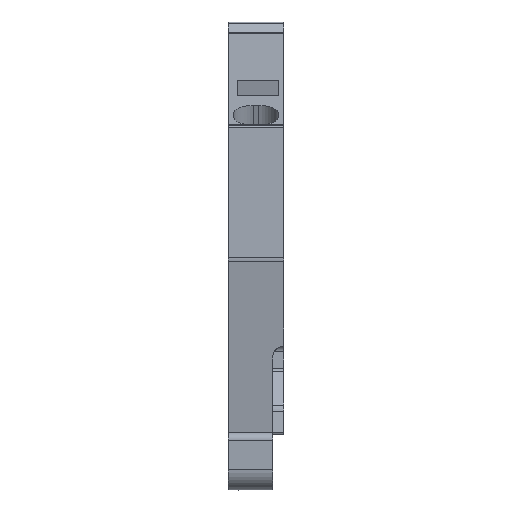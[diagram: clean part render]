
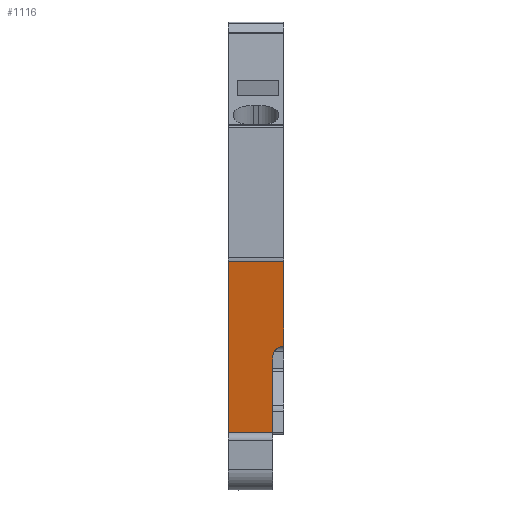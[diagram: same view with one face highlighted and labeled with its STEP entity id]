
A CAD part, front view. The second image highlights one B-rep face of the part: STEP entity #1116.
In plain terms, the highlighted planar face has unit normal (0, -0.986, -0.168).
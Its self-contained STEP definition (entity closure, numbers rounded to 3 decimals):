
#1072=AXIS2_PLACEMENT_3D('Plane Axis2P3D',#1069,#1070,#1071) ;
#41=CARTESIAN_POINT('Vertex',(5.1,1.362,13.292)) ;
#47=CARTESIAN_POINT('Control Point',(5.1,1.362,13.292)) ;
#48=CARTESIAN_POINT('Control Point',(4.704,1.362,13.292)) ;
#49=CARTESIAN_POINT('Control Point',(4.305,1.398,13.078)) ;
#50=CARTESIAN_POINT('Control Point',(4.1,1.466,12.682)) ;
#51=CARTESIAN_POINT('Control Point',(4.1,1.532,12.292)) ;
#52=CARTESIAN_POINT('Vertex',(4.1,1.532,12.292)) ;
#486=CARTESIAN_POINT('Vertex',(5.1,0.027,21.128)) ;
#489=CARTESIAN_POINT('Line Origine',(5.1,0.694,17.21)) ;
#1069=CARTESIAN_POINT('Axis2P3D Location',(0.,0.027,21.128)) ;
#1074=CARTESIAN_POINT('Line Origine',(0.,1.542,12.236)) ;
#1078=CARTESIAN_POINT('Vertex',(0.,3.057,3.344)) ;
#1080=CARTESIAN_POINT('Vertex',(0.,0.027,21.128)) ;
#1083=CARTESIAN_POINT('Line Origine',(0.5,3.057,3.344)) ;
#1087=CARTESIAN_POINT('Vertex',(1.,3.057,3.344)) ;
#1090=CARTESIAN_POINT('Line Origine',(2.55,3.057,3.344)) ;
#1094=CARTESIAN_POINT('Vertex',(4.1,3.057,3.344)) ;
#1097=CARTESIAN_POINT('Line Origine',(4.1,2.295,7.818)) ;
#1102=CARTESIAN_POINT('Line Origine',(2.55,0.027,21.128)) ;
#490=DIRECTION('Vector Direction',(0.,0.168,-0.986)) ;
#1070=DIRECTION('Axis2P3D Direction',(0.,0.986,0.168)) ;
#1071=DIRECTION('Axis2P3D XDirection',(0.,0.168,-0.986)) ;
#1075=DIRECTION('Vector Direction',(0.,0.168,-0.986)) ;
#1084=DIRECTION('Vector Direction',(-1.,0.,0.)) ;
#1091=DIRECTION('Vector Direction',(-1.,0.,0.)) ;
#1098=DIRECTION('Vector Direction',(0.,0.168,-0.986)) ;
#1103=DIRECTION('Vector Direction',(-1.,0.,0.)) ;
#491=VECTOR('Line Direction',#490,1.) ;
#1076=VECTOR('Line Direction',#1075,1.) ;
#1085=VECTOR('Line Direction',#1084,1.) ;
#1092=VECTOR('Line Direction',#1091,1.) ;
#1099=VECTOR('Line Direction',#1098,1.) ;
#1104=VECTOR('Line Direction',#1103,1.) ;
#1108=ORIENTED_EDGE('',*,*,#1082,.F.) ;
#1109=ORIENTED_EDGE('',*,*,#1089,.F.) ;
#1110=ORIENTED_EDGE('',*,*,#1096,.T.) ;
#1111=ORIENTED_EDGE('',*,*,#1101,.T.) ;
#1112=ORIENTED_EDGE('',*,*,#54,.F.) ;
#1113=ORIENTED_EDGE('',*,*,#493,.T.) ;
#1114=ORIENTED_EDGE('',*,*,#1106,.T.) ;
#1116=ADVANCED_FACE('KLTR',(#1115),#1073,.F.) ;
#46=B_SPLINE_CURVE_WITH_KNOTS('',4,(#47,#48,#49,#50,#51),.UNSPECIFIED.,.F.,.U.,(5,5),(0.,2.237),.UNSPECIFIED.) ;
#54=EDGE_CURVE('',#42,#53,#46,.T.) ;
#493=EDGE_CURVE('',#42,#487,#492,.F.) ;
#1082=EDGE_CURVE('',#1079,#1081,#1077,.F.) ;
#1089=EDGE_CURVE('',#1088,#1079,#1086,.T.) ;
#1096=EDGE_CURVE('',#1088,#1095,#1093,.F.) ;
#1101=EDGE_CURVE('',#1095,#53,#1100,.F.) ;
#1106=EDGE_CURVE('',#487,#1081,#1105,.T.) ;
#1107=EDGE_LOOP('',(#1108,#1109,#1110,#1111,#1112,#1113,#1114)) ;
#1115=FACE_OUTER_BOUND('',#1107,.T.) ;
#492=LINE('Line',#489,#491) ;
#1077=LINE('Line',#1074,#1076) ;
#1086=LINE('Line',#1083,#1085) ;
#1093=LINE('Line',#1090,#1092) ;
#1100=LINE('Line',#1097,#1099) ;
#1105=LINE('Line',#1102,#1104) ;
#1073=PLANE('',#1072) ;
#42=VERTEX_POINT('',#41) ;
#53=VERTEX_POINT('',#52) ;
#487=VERTEX_POINT('',#486) ;
#1079=VERTEX_POINT('',#1078) ;
#1081=VERTEX_POINT('',#1080) ;
#1088=VERTEX_POINT('',#1087) ;
#1095=VERTEX_POINT('',#1094) ;
